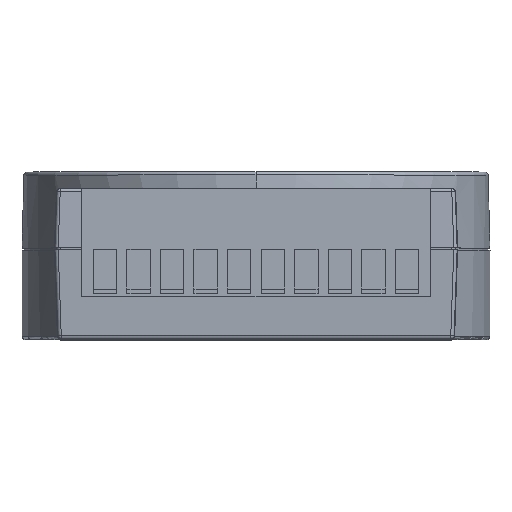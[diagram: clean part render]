
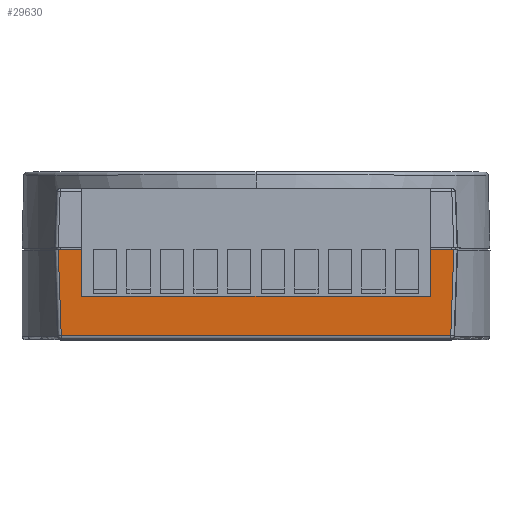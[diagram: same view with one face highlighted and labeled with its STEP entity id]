
A CAD part, top view. The second image highlights one B-rep face of the part: STEP entity #29630.
In plain terms, the highlighted planar face has unit normal (0, -0.035, 0.999).
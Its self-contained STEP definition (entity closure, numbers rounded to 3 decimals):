
#26891 = VERTEX_POINT ( 'NONE', #40015 ) ;
#26898 = EDGE_CURVE ( 'NONE', #26891, #26899, #40062, .T. ) ;
#26899 = VERTEX_POINT ( 'NONE', #40058 ) ;
#27050 = VERTEX_POINT ( 'NONE', #40308 ) ;
#27056 = EDGE_CURVE ( 'NONE', #27050, #27058, #40306, .T. ) ;
#27058 = VERTEX_POINT ( 'NONE', #40291 ) ;
#29630 = ADVANCED_FACE ( 'NONE', ( #45252 ), #45251, .T. ) ;
#29633 = EDGE_LOOP ( 'NONE', ( #29636, #29649, #29656, #29710, #29718, #29730, #29737, #29742 ) ) ;
#29636 = ORIENTED_EDGE ( 'NONE', *, *, #29639, .T. ) ;
#29639 = EDGE_CURVE ( 'NONE', #29643, #29646, #45238, .T. ) ;
#29643 = VERTEX_POINT ( 'NONE', #45223 ) ;
#29646 = VERTEX_POINT ( 'NONE', #45219 ) ;
#29649 = ORIENTED_EDGE ( 'NONE', *, *, #29653, .T. ) ;
#29653 = EDGE_CURVE ( 'NONE', #29646, #26899, #45322, .T. ) ;
#29656 = ORIENTED_EDGE ( 'NONE', *, *, #26898, .F. ) ;
#29710 = ORIENTED_EDGE ( 'NONE', *, *, #29712, .T. ) ;
#29712 = EDGE_CURVE ( 'NONE', #26891, #29716, #45587, .T. ) ;
#29716 = VERTEX_POINT ( 'NONE', #45579 ) ;
#29718 = ORIENTED_EDGE ( 'NONE', *, *, #29722, .T. ) ;
#29722 = EDGE_CURVE ( 'NONE', #29716, #29726, #45678, .T. ) ;
#29726 = VERTEX_POINT ( 'NONE', #45673 ) ;
#29730 = ORIENTED_EDGE ( 'NONE', *, *, #29733, .T. ) ;
#29733 = EDGE_CURVE ( 'NONE', #29726, #27058, #45646, .T. ) ;
#29737 = ORIENTED_EDGE ( 'NONE', *, *, #27056, .F. ) ;
#29742 = ORIENTED_EDGE ( 'NONE', *, *, #29746, .T. ) ;
#29746 = EDGE_CURVE ( 'NONE', #27050, #29643, #45715, .T. ) ;
#40015 = CARTESIAN_POINT ( 'NONE',  ( -29.495, -0.15, 50.995 ) ) ;
#40058 = CARTESIAN_POINT ( 'NONE',  ( -26., -0.15, 50.995 ) ) ;
#40059 = DIRECTION ( 'NONE',  ( 1., 0., 0. ) ) ;
#40060 = VECTOR ( 'NONE', #40059, 1000. ) ;
#40061 = CARTESIAN_POINT ( 'NONE',  ( 30., -0.15, 50.995 ) ) ;
#40062 = LINE ( 'NONE', #40061, #40060 ) ;
#40291 = CARTESIAN_POINT ( 'NONE',  ( 29.495, -0.15, 50.995 ) ) ;
#40303 = DIRECTION ( 'NONE',  ( 1., 0., 0. ) ) ;
#40304 = VECTOR ( 'NONE', #40303, 1000. ) ;
#40305 = CARTESIAN_POINT ( 'NONE',  ( 30., -0.15, 50.995 ) ) ;
#40306 = LINE ( 'NONE', #40305, #40304 ) ;
#40308 = CARTESIAN_POINT ( 'NONE',  ( 26., -0.15, 50.995 ) ) ;
#45219 = CARTESIAN_POINT ( 'NONE',  ( -26., -7.097, 50.752 ) ) ;
#45223 = CARTESIAN_POINT ( 'NONE',  ( 26., -7.097, 50.752 ) ) ;
#45234 = DIRECTION ( 'NONE',  ( -1., 0., 0. ) ) ;
#45236 = VECTOR ( 'NONE', #45234, 1000. ) ;
#45237 = CARTESIAN_POINT ( 'NONE',  ( 30., -7.097, 50.752 ) ) ;
#45238 = LINE ( 'NONE', #45237, #45236 ) ;
#45242 = DIRECTION ( 'NONE',  ( 0., -0.999, -0.035 ) ) ;
#45244 = DIRECTION ( 'NONE',  ( 0., -0.035, 0.999 ) ) ;
#45245 = CARTESIAN_POINT ( 'NONE',  ( 30., 0., 51. ) ) ;
#45246 = AXIS2_PLACEMENT_3D ( 'NONE', #45245, #45244, #45242 ) ;
#45251 = PLANE ( 'NONE',  #45246 ) ;
#45252 = FACE_OUTER_BOUND ( 'NONE', #29633, .T. ) ;
#45319 = DIRECTION ( 'NONE',  ( 0., 0.999, 0.035 ) ) ;
#45320 = VECTOR ( 'NONE', #45319, 1000. ) ;
#45321 = CARTESIAN_POINT ( 'NONE',  ( -26., 0., 51. ) ) ;
#45322 = LINE ( 'NONE', #45321, #45320 ) ;
#45579 = CARTESIAN_POINT ( 'NONE',  ( -29.046, -13.017, 50.545 ) ) ;
#45582 = DIRECTION ( 'NONE',  ( 0.035, -0.999, -0.035 ) ) ;
#45583 = VECTOR ( 'NONE', #45582, 1000. ) ;
#45585 = CARTESIAN_POINT ( 'NONE',  ( -29.428, -2.073, 50.928 ) ) ;
#45587 = LINE ( 'NONE', #45585, #45583 ) ;
#45643 = DIRECTION ( 'NONE',  ( 0.035, 0.999, 0.035 ) ) ;
#45644 = VECTOR ( 'NONE', #45643, 1000. ) ;
#45645 = CARTESIAN_POINT ( 'NONE',  ( 29.501, 0.017, 51.001 ) ) ;
#45646 = LINE ( 'NONE', #45645, #45644 ) ;
#45673 = CARTESIAN_POINT ( 'NONE',  ( 29.046, -13.017, 50.545 ) ) ;
#45675 = DIRECTION ( 'NONE',  ( 1., 0., 0. ) ) ;
#45676 = VECTOR ( 'NONE', #45675, 1000. ) ;
#45677 = CARTESIAN_POINT ( 'NONE',  ( 29.529, -13.017, 50.545 ) ) ;
#45678 = LINE ( 'NONE', #45677, #45676 ) ;
#45710 = DIRECTION ( 'NONE',  ( 0., -0.999, -0.035 ) ) ;
#45712 = VECTOR ( 'NONE', #45710, 1000. ) ;
#45714 = CARTESIAN_POINT ( 'NONE',  ( 26., 0., 51. ) ) ;
#45715 = LINE ( 'NONE', #45714, #45712 ) ;
